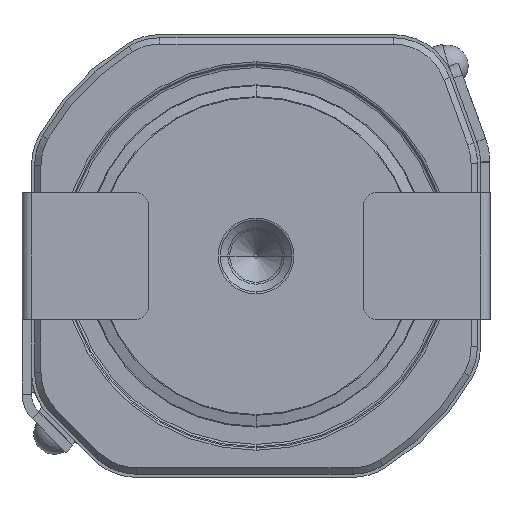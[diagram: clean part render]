
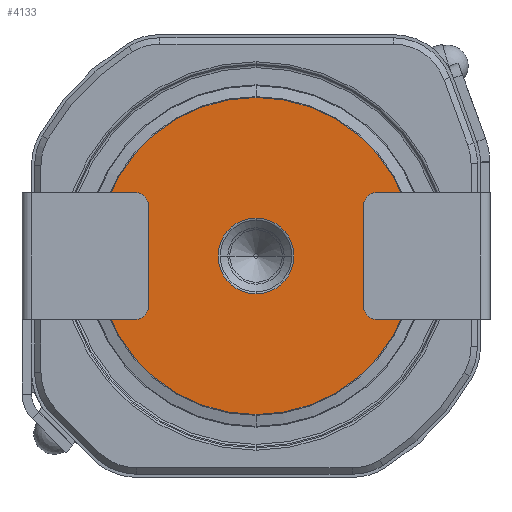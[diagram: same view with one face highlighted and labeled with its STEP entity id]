
A CAD part, front view. The second image highlights one B-rep face of the part: STEP entity #4133.
In plain terms, the highlighted planar face has unit normal (0, -1, 0).
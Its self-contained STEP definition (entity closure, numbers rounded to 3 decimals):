
#423 = DIRECTION ( 'NONE',  ( 0., 1., 0. ) ) ;
#862 = DIRECTION ( 'NONE',  ( 0., 0., 1. ) ) ;
#1147 = CARTESIAN_POINT ( 'NONE',  ( 0., 0.15, 0.601 ) ) ;
#1308 = DIRECTION ( 'NONE',  ( 0., -1., 0. ) ) ;
#1423 = DIRECTION ( 'NONE',  ( 0., 0., 1. ) ) ;
#1535 = EDGE_CURVE ( 'NONE', #11544, #3437, #11899, .T. ) ;
#1756 = FACE_BOUND ( 'NONE', #11175, .T. ) ;
#2307 = DIRECTION ( 'NONE',  ( 0., 1., 0. ) ) ;
#2323 = CARTESIAN_POINT ( 'NONE',  ( 0., 0.15, 0. ) ) ;
#2352 = DIRECTION ( 'NONE',  ( 0., 1., 0. ) ) ;
#2701 = CIRCLE ( 'NONE', #11883, 0.601 ) ;
#2778 = AXIS2_PLACEMENT_3D ( 'NONE', #6417, #8252, #862 ) ;
#3102 = CARTESIAN_POINT ( 'NONE',  ( 0., 0.15, 0. ) ) ;
#3191 = CIRCLE ( 'NONE', #2778, 2.507 ) ;
#3257 = DIRECTION ( 'NONE',  ( 0., 0., 1. ) ) ;
#3437 = VERTEX_POINT ( 'NONE', #7569 ) ;
#3673 = AXIS2_PLACEMENT_3D ( 'NONE', #3102, #1308, #4887 ) ;
#3765 = EDGE_CURVE ( 'NONE', #3437, #11544, #3191, .T. ) ;
#4133 = ADVANCED_FACE ( 'NONE', ( #11178, #1756 ), #11758, .F. ) ;
#4602 = ORIENTED_EDGE ( 'NONE', *, *, #7773, .T. ) ;
#4760 = VERTEX_POINT ( 'NONE', #6901 ) ;
#4805 = ORIENTED_EDGE ( 'NONE', *, *, #1535, .T. ) ;
#4887 = DIRECTION ( 'NONE',  ( 0., 0., 1. ) ) ;
#4918 = ORIENTED_EDGE ( 'NONE', *, *, #10098, .T. ) ;
#6238 = AXIS2_PLACEMENT_3D ( 'NONE', #7807, #2307, #3257 ) ;
#6254 = AXIS2_PLACEMENT_3D ( 'NONE', #6960, #2352, #1423 ) ;
#6417 = CARTESIAN_POINT ( 'NONE',  ( 0., 0.15, 0. ) ) ;
#6572 = VERTEX_POINT ( 'NONE', #1147 ) ;
#6901 = CARTESIAN_POINT ( 'NONE',  ( 0., 0.15, -0.601 ) ) ;
#6960 = CARTESIAN_POINT ( 'NONE',  ( 0., 0.15, 0. ) ) ;
#7569 = CARTESIAN_POINT ( 'NONE',  ( 0., 0.15, 2.507 ) ) ;
#7773 = EDGE_CURVE ( 'NONE', #4760, #6572, #2701, .T. ) ;
#7807 = CARTESIAN_POINT ( 'NONE',  ( 0., 0.15, 0. ) ) ;
#8252 = DIRECTION ( 'NONE',  ( 0., -1., 0. ) ) ;
#8976 = EDGE_LOOP ( 'NONE', ( #11725, #4805 ) ) ;
#9944 = CIRCLE ( 'NONE', #6238, 0.601 ) ;
#10098 = EDGE_CURVE ( 'NONE', #6572, #4760, #9944, .T. ) ;
#10664 = DIRECTION ( 'NONE',  ( 0., 0., 1. ) ) ;
#11175 = EDGE_LOOP ( 'NONE', ( #4918, #4602 ) ) ;
#11178 = FACE_OUTER_BOUND ( 'NONE', #8976, .T. ) ;
#11544 = VERTEX_POINT ( 'NONE', #11896 ) ;
#11725 = ORIENTED_EDGE ( 'NONE', *, *, #3765, .T. ) ;
#11758 = PLANE ( 'NONE',  #6254 ) ;
#11883 = AXIS2_PLACEMENT_3D ( 'NONE', #2323, #423, #10664 ) ;
#11896 = CARTESIAN_POINT ( 'NONE',  ( 0., 0.15, -2.507 ) ) ;
#11899 = CIRCLE ( 'NONE', #3673, 2.507 ) ;
